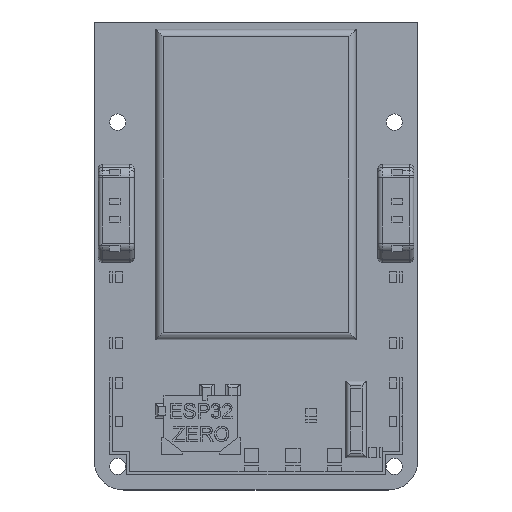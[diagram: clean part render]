
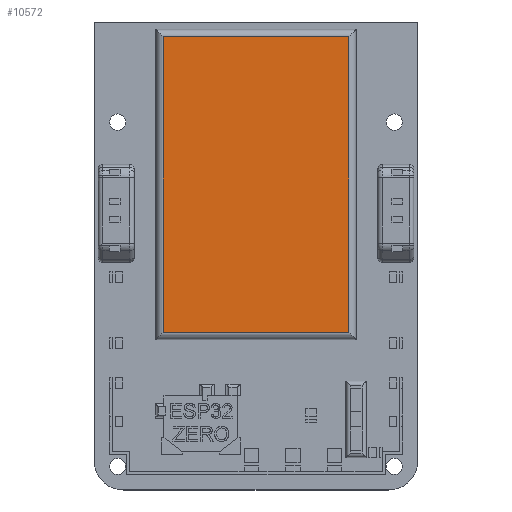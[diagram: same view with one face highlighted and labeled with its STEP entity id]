
A CAD part, top view. The second image highlights one B-rep face of the part: STEP entity #10572.
In plain terms, the highlighted planar face has unit normal (0, 0, 1).
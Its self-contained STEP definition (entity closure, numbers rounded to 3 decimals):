
#836=PLANE('',#11143);
#1397=FACE_OUTER_BOUND('',#2013,.T.);
#2013=EDGE_LOOP('',(#9881,#9882,#9883,#9884));
#3263=LINE('',#19421,#4394);
#3265=LINE('',#19429,#4396);
#3267=LINE('',#19435,#4398);
#3270=LINE('',#19441,#4401);
#4394=VECTOR('',#13338,10.);
#4396=VECTOR('',#13346,10.);
#4398=VECTOR('',#13352,10.);
#4401=VECTOR('',#13359,10.);
#5387=VERTEX_POINT('',#19419);
#5388=VERTEX_POINT('',#19420);
#5391=VERTEX_POINT('',#19428);
#5393=VERTEX_POINT('',#19434);
#6882=EDGE_CURVE('',#5387,#5388,#3263,.T.);
#6886=EDGE_CURVE('',#5388,#5391,#3265,.T.);
#6889=EDGE_CURVE('',#5391,#5393,#3267,.T.);
#6893=EDGE_CURVE('',#5393,#5387,#3270,.T.);
#9881=ORIENTED_EDGE('',*,*,#6882,.F.);
#9882=ORIENTED_EDGE('',*,*,#6893,.F.);
#9883=ORIENTED_EDGE('',*,*,#6889,.F.);
#9884=ORIENTED_EDGE('',*,*,#6886,.F.);
#10572=ADVANCED_FACE('',(#1397),#836,.T.);
#11143=AXIS2_PLACEMENT_3D('',#19447,#13367,#13368);
#13338=DIRECTION('',(0.,1.,0.));
#13346=DIRECTION('',(1.,0.,0.));
#13352=DIRECTION('',(0.,-1.,0.));
#13359=DIRECTION('',(-1.,0.,0.));
#13367=DIRECTION('center_axis',(0.,0.,1.));
#13368=DIRECTION('ref_axis',(1.,0.,0.));
#19419=CARTESIAN_POINT('',(7.5,8.575,8.));
#19420=CARTESIAN_POINT('',(7.5,108.979,8.));
#19421=CARTESIAN_POINT('',(7.5,85.128,8.));
#19428=CARTESIAN_POINT('',(70.5,108.979,8.));
#19429=CARTESIAN_POINT('',(56.,108.979,8.));
#19434=CARTESIAN_POINT('',(70.5,8.575,8.));
#19435=CARTESIAN_POINT('',(70.5,32.426,8.));
#19441=CARTESIAN_POINT('',(22.,8.575,8.));
#19447=CARTESIAN_POINT('Origin',(39.,58.777,8.));
